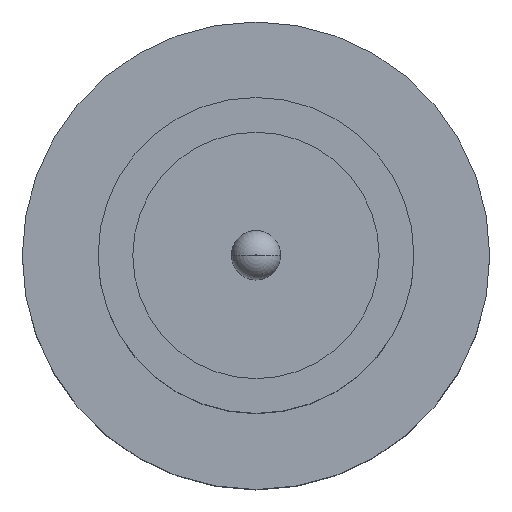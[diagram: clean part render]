
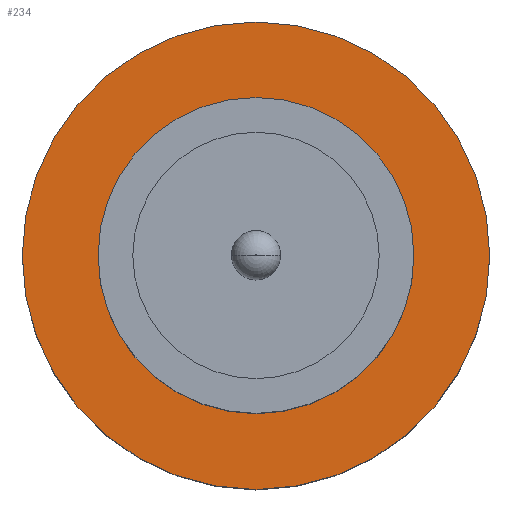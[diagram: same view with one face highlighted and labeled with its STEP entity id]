
A CAD part, top view. The second image highlights one B-rep face of the part: STEP entity #234.
In plain terms, the highlighted planar face has unit normal (0, 0, 1).
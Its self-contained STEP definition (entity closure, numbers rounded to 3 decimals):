
#28 = EDGE_LOOP ( 'NONE', ( #47, #713 ) ) ;
#45 = CIRCLE ( 'NONE', #553, 1.85 ) ;
#47 = ORIENTED_EDGE ( 'NONE', *, *, #236, .F. ) ;
#88 = DIRECTION ( 'NONE',  ( 0., 0., 1. ) ) ;
#95 = AXIS2_PLACEMENT_3D ( 'NONE', #439, #319, #140 ) ;
#116 = EDGE_CURVE ( 'NONE', #206, #796, #45, .T. ) ;
#134 = CARTESIAN_POINT ( 'NONE',  ( -1.85, 0., 1.55 ) ) ;
#140 = DIRECTION ( 'NONE',  ( 1., 0., 0. ) ) ;
#150 = AXIS2_PLACEMENT_3D ( 'NONE', #641, #88, #449 ) ;
#152 = FACE_OUTER_BOUND ( 'NONE', #184, .T. ) ;
#184 = EDGE_LOOP ( 'NONE', ( #368, #556 ) ) ;
#191 = EDGE_CURVE ( 'NONE', #796, #206, #286, .T. ) ;
#197 = CARTESIAN_POINT ( 'NONE',  ( 0., 0., 1.55 ) ) ;
#206 = VERTEX_POINT ( 'NONE', #134 ) ;
#222 = CIRCLE ( 'NONE', #150, 1.25 ) ;
#229 = CARTESIAN_POINT ( 'NONE',  ( 1.85, 0., 1.55 ) ) ;
#234 = ADVANCED_FACE ( 'NONE', ( #257, #152 ), #503, .T. ) ;
#236 = EDGE_CURVE ( 'NONE', #237, #774, #311, .T. ) ;
#237 = VERTEX_POINT ( 'NONE', #387 ) ;
#245 = DIRECTION ( 'NONE',  ( 1., 0., 0. ) ) ;
#257 = FACE_BOUND ( 'NONE', #28, .T. ) ;
#270 = AXIS2_PLACEMENT_3D ( 'NONE', #197, #692, #313 ) ;
#286 = CIRCLE ( 'NONE', #270, 1.85 ) ;
#287 = EDGE_CURVE ( 'NONE', #774, #237, #222, .T. ) ;
#308 = AXIS2_PLACEMENT_3D ( 'NONE', #762, #395, #331 ) ;
#311 = CIRCLE ( 'NONE', #308, 1.25 ) ;
#313 = DIRECTION ( 'NONE',  ( 1., 0., 0. ) ) ;
#319 = DIRECTION ( 'NONE',  ( 0., 0., 1. ) ) ;
#331 = DIRECTION ( 'NONE',  ( 1., 0., 0. ) ) ;
#368 = ORIENTED_EDGE ( 'NONE', *, *, #116, .T. ) ;
#387 = CARTESIAN_POINT ( 'NONE',  ( 1.25, 0., 1.55 ) ) ;
#395 = DIRECTION ( 'NONE',  ( 0., 0., 1. ) ) ;
#439 = CARTESIAN_POINT ( 'NONE',  ( 0., 0., 1.55 ) ) ;
#449 = DIRECTION ( 'NONE',  ( 1., 0., 0. ) ) ;
#484 = CARTESIAN_POINT ( 'NONE',  ( 0., 0., 1.55 ) ) ;
#503 = PLANE ( 'NONE',  #95 ) ;
#553 = AXIS2_PLACEMENT_3D ( 'NONE', #484, #608, #245 ) ;
#556 = ORIENTED_EDGE ( 'NONE', *, *, #191, .T. ) ;
#608 = DIRECTION ( 'NONE',  ( 0., 0., 1. ) ) ;
#641 = CARTESIAN_POINT ( 'NONE',  ( 0., 0., 1.55 ) ) ;
#692 = DIRECTION ( 'NONE',  ( 0., 0., 1. ) ) ;
#713 = ORIENTED_EDGE ( 'NONE', *, *, #287, .F. ) ;
#762 = CARTESIAN_POINT ( 'NONE',  ( 0., 0., 1.55 ) ) ;
#774 = VERTEX_POINT ( 'NONE', #777 ) ;
#777 = CARTESIAN_POINT ( 'NONE',  ( -1.25, 0., 1.55 ) ) ;
#796 = VERTEX_POINT ( 'NONE', #229 ) ;
